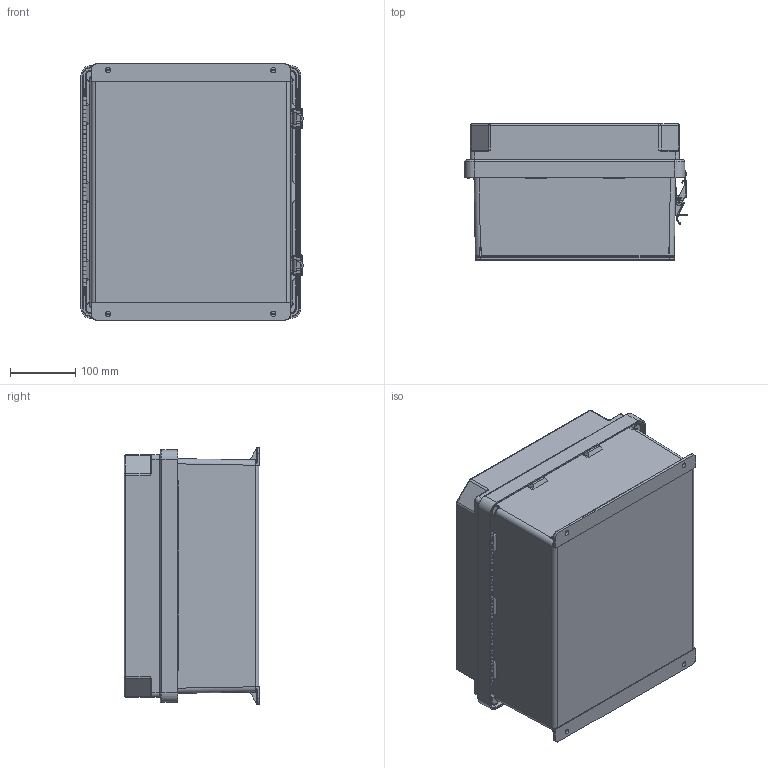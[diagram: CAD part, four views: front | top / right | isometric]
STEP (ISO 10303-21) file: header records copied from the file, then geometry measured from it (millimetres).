
FILE_DESCRIPTION (( 'STEP AP214' ), '1' );
FILE_NAME ('TEF141207.STEP', '2018-11-20T14:45:38', ( '' ), ( '' ), 'SwSTEP 2.0', 'SolidWorks 2017', '' );
FILE_SCHEMA (( 'AUTOMOTIVE_DESIGN' ));
Length unit declared in the file: inch
Products named in the file (6): NB141207-DoorClasp-2; NB141207-DoorClasp-1; NB141207-Lid; NB141207-Hinge; NB141207-Box; TEF141207
Assembly tree (8 placements, depth 2):
  TEF141207
    NB141207-Box
    NB141207-Hinge  x2
    NB141207-Lid
    NB141207-DoorClasp-1  x2
    NB141207-DoorClasp-2  x2
Bounding box: 341.9 x 209 x 394 mm (x, y, z)
Volume: 1960290.4 mm3; surface area: 1158293.2 mm2
Topology: 14 solids, 14 shells, 1386 faces, 3651 edges, 2286 vertices
Faces by surface type: cylinder 566, plane 533, bspline 148, torus 96, cone 35, sphere 8
Full cylindrical faces by diameter (mm): 3.15 x4, 3.175 x16, 3.302 x4, 4.064 x4, 5.3 x2, 6.5 x4, 8 x4, 8.928 x4, 10 x4, 11.024 x2
Entity records: 36063 total; most frequent: CARTESIAN_POINT 11556, ORIENTED_EDGE 5220, DIRECTION 4803, EDGE_CURVE 2610, AXIS2_PLACEMENT_3D 1749, VERTEX_POINT 1654, LINE 1305, VECTOR 1305
